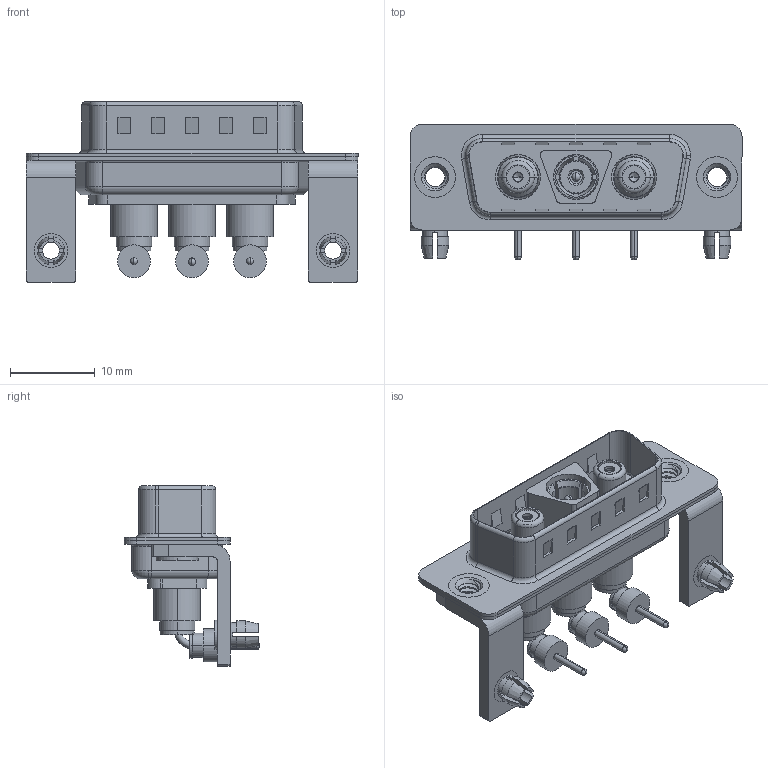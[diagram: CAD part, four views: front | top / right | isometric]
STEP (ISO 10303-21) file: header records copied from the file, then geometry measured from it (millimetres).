
FILE_DESCRIPTION (( 'STEP AP203' ), '1' );
FILE_NAME ('629-3WK3640-5T3.STEP', '2022-05-05T13:55:51', ( '' ), ( '' ), 'SwSTEP 2.0', 'SolidWorks 2020', '' );
FILE_SCHEMA (( 'CONFIG_CONTROL_DESIGN' ));
Length unit declared in the file: millimetre
Products named in the file (19): Socket_RA; 629Combo Board Lock; Co-Ax Plug_RA PC Tail; Locking Collar; Insulator Pin_Straight PC Tail; Co-Ax Jack Assy_RA; Insulator Socket; Co-Ax Jack_RA PC Tail; Pin_RA; 629Combo Threaded Rivet_3; 629-3WK3640-5T3; 629Combo Stabilizer Bracket; 629Combo Housing_3WK3; Insulator RA Pin; Co-Ax Plug Assy_RA; 629Combo Shell Front_15 Contacts; Insulator Socket 2; 629Combo Shell Rear_15 Contacts
Assembly tree (29 placements, depth 3):
  629-3WK3640-5T3
    629Combo Housing_3WK3
    629Combo Shell Rear_15 Contacts
    629Combo Shell Front_15 Contacts
    629Combo Threaded Rivet_3  x2
    629Combo Stabilizer Bracket  x2
    629Combo Board Lock  x2
    Co-Ax Plug Assy_RA
      Co-Ax Plug_RA PC Tail
      Insulator Pin_Straight PC Tail
      Pin_RA
      Locking Collar
      Insulator RA Pin
    Co-Ax Jack Assy_RA
      Co-Ax Jack_RA PC Tail
      Insulator Socket
      Insulator Socket 2
      Locking Collar
      Socket_RA
      Insulator RA Pin
    Co-Ax Jack Assy_RA
      Co-Ax Jack_RA PC Tail
      Insulator Socket
      Insulator Socket 2
      Locking Collar
      Socket_RA
      Insulator RA Pin
Bounding box: 39.2 x 16 x 21.3 mm (x, y, z)
Volume: 2578.5 mm3; surface area: 7422.7 mm2
Topology: 26 solids, 26 shells, 849 faces, 2064 edges, 1310 vertices
Faces by surface type: cylinder 369, plane 324, cone 71, torus 68, bspline 9, sphere 8
Entity records: 22176 total; most frequent: CARTESIAN_POINT 4789, DIRECTION 3382, ORIENTED_EDGE 3000, EDGE_CURVE 1500, AXIS2_PLACEMENT_3D 1312, VERTEX_POINT 955, LINE 758, VECTOR 758
